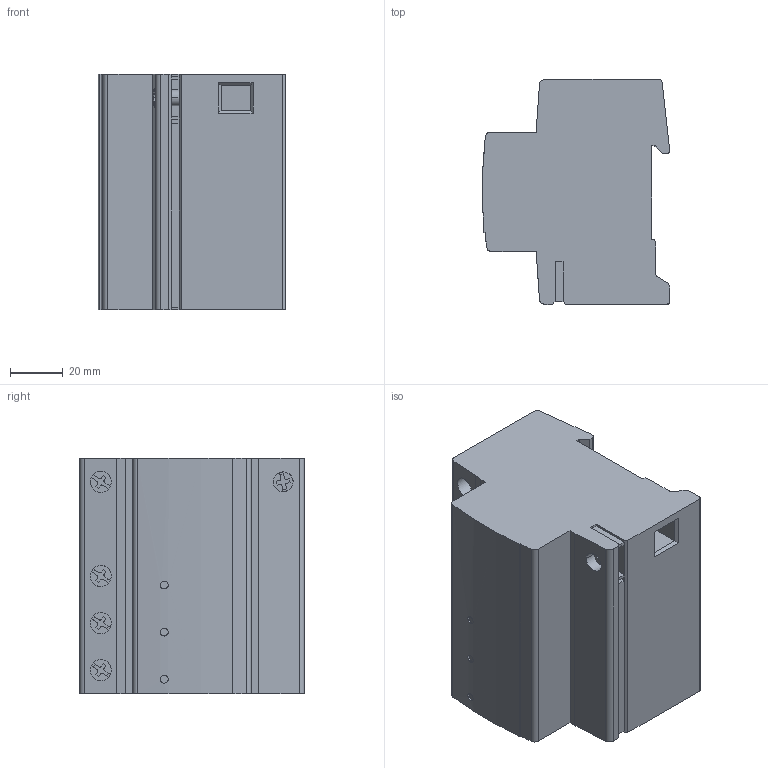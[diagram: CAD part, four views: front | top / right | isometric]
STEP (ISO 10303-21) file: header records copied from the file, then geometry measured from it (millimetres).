
FILE_DESCRIPTION((''),'2;1');
FILE_NAME('B80001020','2017-03-23T',('FRJEGUI'),(''),'CREO PARAMETRIC BY PTC INC, 2016380','CREO PARAMETRIC BY PTC INC, 2016380','');
FILE_SCHEMA(('CONFIG_CONTROL_DESIGN'));
Length unit declared in the file: millimetre
Products named in the file (1): B80001020
Bounding box: 70.77 x 85 x 89 mm (x, y, z)
Volume: 414261.6 mm3; surface area: 44365.6 mm2
Topology: 1 solids, 2 shells, 245 faces, 639 edges, 414 vertices
Faces by surface type: plane 183, cylinder 62
Entity records: 10083 total; most frequent: CARTESIAN_POINT 3928, ORIENTED_EDGE 1278, DIRECTION 1241, EDGE_CURVE 639, VECTOR 495, LINE 495, VERTEX_POINT 414, AXIS2_PLACEMENT_3D 373
